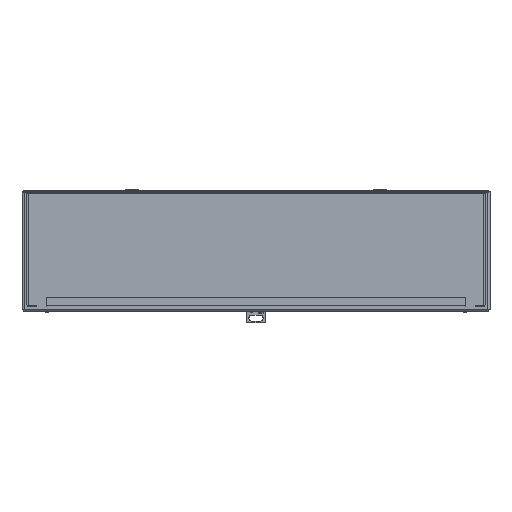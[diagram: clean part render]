
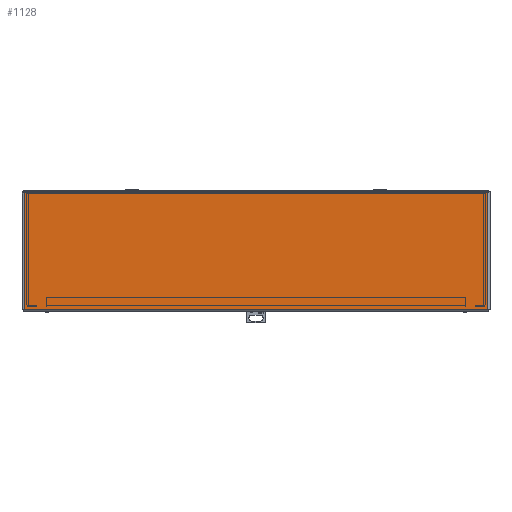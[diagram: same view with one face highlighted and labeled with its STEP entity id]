
A CAD part, top view. The second image highlights one B-rep face of the part: STEP entity #1128.
In plain terms, the highlighted planar face has unit normal (0, 0, 1).
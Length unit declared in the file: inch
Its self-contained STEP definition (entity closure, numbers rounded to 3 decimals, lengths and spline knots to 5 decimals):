
#128 = DIRECTION ( 'NONE',  ( -1., 0., 0. ) ) ;
#289 = DIRECTION ( 'NONE',  ( 0., 1., 0. ) ) ;
#529 = CARTESIAN_POINT ( 'NONE',  ( 12.1515, -0.036, 12.036 ) ) ;
#962 = DIRECTION ( 'NONE',  ( 0., -1., 0. ) ) ;
#1128 = ADVANCED_FACE ( 'NONE', ( #10306 ), #6518, .T. ) ;
#2345 = VERTEX_POINT ( 'NONE', #10852 ) ;
#2659 = EDGE_CURVE ( 'NONE', #2345, #8259, #15515, .T. ) ;
#2666 = DIRECTION ( 'NONE',  ( 0., 0., 1. ) ) ;
#3044 = EDGE_CURVE ( 'NONE', #8259, #12429, #9962, .T. ) ;
#3693 = LINE ( 'NONE', #9993, #4513 ) ;
#4513 = VECTOR ( 'NONE', #11266, 39.37008 ) ;
#5067 = VERTEX_POINT ( 'NONE', #12073 ) ;
#5374 = ORIENTED_EDGE ( 'NONE', *, *, #3044, .T. ) ;
#5405 = EDGE_CURVE ( 'NONE', #12429, #5067, #3693, .T. ) ;
#6443 = ORIENTED_EDGE ( 'NONE', *, *, #10981, .T. ) ;
#6518 = PLANE ( 'NONE',  #11621 ) ;
#7135 = ORIENTED_EDGE ( 'NONE', *, *, #5405, .T. ) ;
#8259 = VERTEX_POINT ( 'NONE', #10391 ) ;
#9043 = CARTESIAN_POINT ( 'NONE',  ( 12.1515, -0.036, 12.036 ) ) ;
#9962 = LINE ( 'NONE', #14861, #13826 ) ;
#9993 = CARTESIAN_POINT ( 'NONE',  ( 12.1515, -6.142, 12.036 ) ) ;
#10306 = FACE_OUTER_BOUND ( 'NONE', #11983, .T. ) ;
#10311 = VECTOR ( 'NONE', #13142, 39.37008 ) ;
#10391 = CARTESIAN_POINT ( 'NONE',  ( -12.1515, -0.036, 12.036 ) ) ;
#10852 = CARTESIAN_POINT ( 'NONE',  ( 12.1515, -0.036, 12.036 ) ) ;
#10981 = EDGE_CURVE ( 'NONE', #5067, #2345, #15782, .T. ) ;
#11266 = DIRECTION ( 'NONE',  ( 1., 0., 0. ) ) ;
#11621 = AXIS2_PLACEMENT_3D ( 'NONE', #9043, #2666, #128 ) ;
#11705 = CARTESIAN_POINT ( 'NONE',  ( 12.1515, -0.036, 12.036 ) ) ;
#11983 = EDGE_LOOP ( 'NONE', ( #5374, #7135, #6443, #13818 ) ) ;
#12073 = CARTESIAN_POINT ( 'NONE',  ( 12.1515, -6.142, 12.036 ) ) ;
#12429 = VERTEX_POINT ( 'NONE', #16319 ) ;
#13142 = DIRECTION ( 'NONE',  ( -1., 0., 0. ) ) ;
#13818 = ORIENTED_EDGE ( 'NONE', *, *, #2659, .T. ) ;
#13826 = VECTOR ( 'NONE', #962, 39.37008 ) ;
#14204 = VECTOR ( 'NONE', #289, 39.37008 ) ;
#14861 = CARTESIAN_POINT ( 'NONE',  ( -12.1515, -0.036, 12.036 ) ) ;
#15515 = LINE ( 'NONE', #11705, #10311 ) ;
#15782 = LINE ( 'NONE', #529, #14204 ) ;
#16319 = CARTESIAN_POINT ( 'NONE',  ( -12.1515, -6.142, 12.036 ) ) ;
